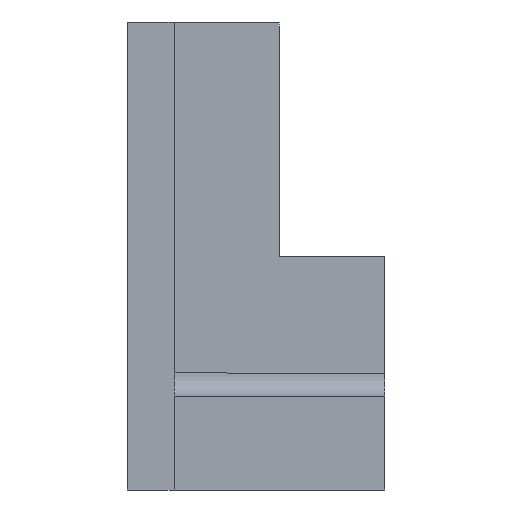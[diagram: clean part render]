
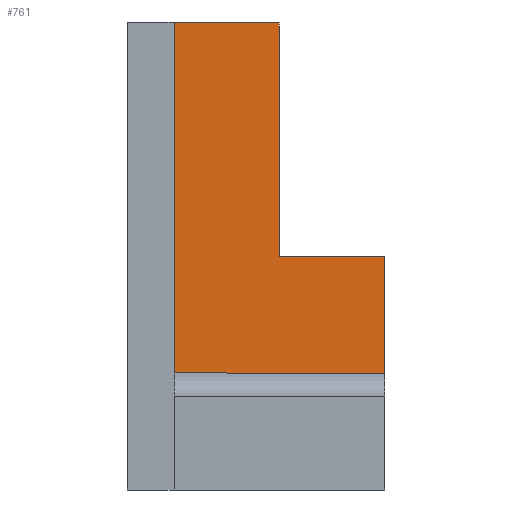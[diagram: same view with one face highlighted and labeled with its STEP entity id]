
A CAD part, front view. The second image highlights one B-rep face of the part: STEP entity #761.
In plain terms, the highlighted planar face has unit normal (0, -1, 0).
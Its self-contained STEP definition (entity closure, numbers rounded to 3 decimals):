
#17 = EDGE_CURVE ( 'NONE', #110, #701, #588, .T. ) ;
#68 = ORIENTED_EDGE ( 'NONE', *, *, #653, .T. ) ;
#69 = VECTOR ( 'NONE', #797, 1000. ) ;
#73 = LINE ( 'NONE', #417, #476 ) ;
#83 = CARTESIAN_POINT ( 'NONE',  ( 151.432, -4.403, 10. ) ) ;
#84 = VECTOR ( 'NONE', #164, 1000. ) ;
#110 = VERTEX_POINT ( 'NONE', #303 ) ;
#114 = CARTESIAN_POINT ( 'NONE',  ( 155.932, -4.403, 10. ) ) ;
#118 = VERTEX_POINT ( 'NONE', #501 ) ;
#119 = CARTESIAN_POINT ( 'NONE',  ( 155.932, -4.403, 20. ) ) ;
#120 = VECTOR ( 'NONE', #284, 1000. ) ;
#136 = DIRECTION ( 'NONE',  ( 0., 1., 0. ) ) ;
#164 = DIRECTION ( 'NONE',  ( 0., 0., 1. ) ) ;
#175 = VERTEX_POINT ( 'NONE', #83 ) ;
#189 = CARTESIAN_POINT ( 'NONE',  ( 155.932, -4.403, 10. ) ) ;
#221 = PLANE ( 'NONE',  #1033 ) ;
#241 = CARTESIAN_POINT ( 'NONE',  ( 151.432, -4.403, 10. ) ) ;
#264 = VECTOR ( 'NONE', #540, 1000. ) ;
#273 = EDGE_CURVE ( 'NONE', #110, #118, #970, .T. ) ;
#284 = DIRECTION ( 'NONE',  ( 1., 0., 0. ) ) ;
#303 = CARTESIAN_POINT ( 'NONE',  ( 146.932, -4.403, 20. ) ) ;
#362 = LINE ( 'NONE', #189, #69 ) ;
#363 = ORIENTED_EDGE ( 'NONE', *, *, #581, .T. ) ;
#380 = ORIENTED_EDGE ( 'NONE', *, *, #273, .F. ) ;
#412 = VERTEX_POINT ( 'NONE', #704 ) ;
#417 = CARTESIAN_POINT ( 'NONE',  ( 146.932, -4.403, 5. ) ) ;
#476 = VECTOR ( 'NONE', #756, 1000. ) ;
#477 = DIRECTION ( 'NONE',  ( 0., 0., 1. ) ) ;
#491 = EDGE_LOOP ( 'NONE', ( #1098, #363, #380, #934, #68, #976 ) ) ;
#493 = CARTESIAN_POINT ( 'NONE',  ( 146.932, -4.403, 20. ) ) ;
#501 = CARTESIAN_POINT ( 'NONE',  ( 151.432, -4.403, 20. ) ) ;
#508 = LINE ( 'NONE', #241, #84 ) ;
#540 = DIRECTION ( 'NONE',  ( 0., 0., -1. ) ) ;
#547 = CARTESIAN_POINT ( 'NONE',  ( 146.932, -4.403, 20. ) ) ;
#552 = LINE ( 'NONE', #119, #264 ) ;
#581 = EDGE_CURVE ( 'NONE', #175, #118, #508, .T. ) ;
#588 = LINE ( 'NONE', #493, #605 ) ;
#605 = VECTOR ( 'NONE', #647, 1000. ) ;
#647 = DIRECTION ( 'NONE',  ( 0., 0., -1. ) ) ;
#649 = FACE_OUTER_BOUND ( 'NONE', #491, .T. ) ;
#653 = EDGE_CURVE ( 'NONE', #701, #412, #73, .T. ) ;
#701 = VERTEX_POINT ( 'NONE', #741 ) ;
#704 = CARTESIAN_POINT ( 'NONE',  ( 155.932, -4.403, 5. ) ) ;
#741 = CARTESIAN_POINT ( 'NONE',  ( 146.932, -4.403, 5. ) ) ;
#756 = DIRECTION ( 'NONE',  ( 1., 0., 0. ) ) ;
#761 = ADVANCED_FACE ( 'NONE', ( #649 ), #221, .F. ) ;
#797 = DIRECTION ( 'NONE',  ( 1., 0., 0. ) ) ;
#907 = CARTESIAN_POINT ( 'NONE',  ( 146.932, -4.403, 20. ) ) ;
#934 = ORIENTED_EDGE ( 'NONE', *, *, #17, .T. ) ;
#961 = EDGE_CURVE ( 'NONE', #973, #412, #552, .T. ) ;
#970 = LINE ( 'NONE', #547, #120 ) ;
#973 = VERTEX_POINT ( 'NONE', #114 ) ;
#976 = ORIENTED_EDGE ( 'NONE', *, *, #961, .F. ) ;
#1033 = AXIS2_PLACEMENT_3D ( 'NONE', #907, #136, #477 ) ;
#1036 = EDGE_CURVE ( 'NONE', #175, #973, #362, .T. ) ;
#1098 = ORIENTED_EDGE ( 'NONE', *, *, #1036, .F. ) ;
